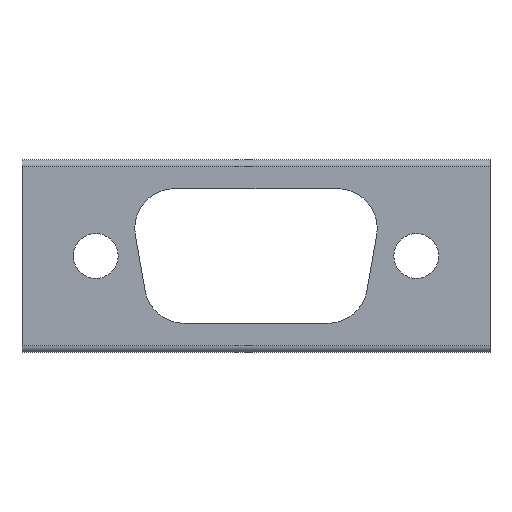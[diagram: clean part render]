
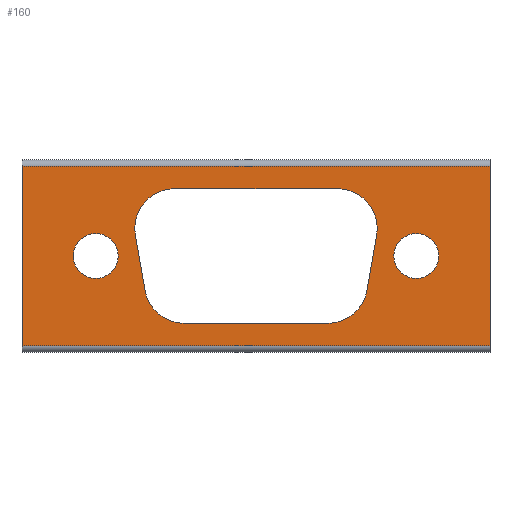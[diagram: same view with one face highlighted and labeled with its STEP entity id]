
A CAD part, front view. The second image highlights one B-rep face of the part: STEP entity #160.
In plain terms, the highlighted planar face has unit normal (0, -1, 0).
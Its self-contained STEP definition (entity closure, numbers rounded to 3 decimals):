
#160 = ADVANCED_FACE( '', ( #355, #356, #357, #358 ), #359, .T. );
#355 = FACE_BOUND( '', #592, .T. );
#356 = FACE_OUTER_BOUND( '', #593, .T. );
#357 = FACE_BOUND( '', #594, .T. );
#358 = FACE_BOUND( '', #595, .T. );
#359 = PLANE( '', #596 );
#592 = EDGE_LOOP( '', ( #1003 ) );
#593 = EDGE_LOOP( '', ( #1004, #1005, #1006, #1007 ) );
#594 = EDGE_LOOP( '', ( #1008 ) );
#595 = EDGE_LOOP( '', ( #1009, #1010, #1011, #1012, #1013, #1014, #1015, #1016 ) );
#596 = AXIS2_PLACEMENT_3D( '', #1017, #1018, #1019 );
#1003 = ORIENTED_EDGE( '', *, *, #1494, .T. );
#1004 = ORIENTED_EDGE( '', *, *, #1495, .T. );
#1005 = ORIENTED_EDGE( '', *, *, #1496, .T. );
#1006 = ORIENTED_EDGE( '', *, *, #1444, .T. );
#1007 = ORIENTED_EDGE( '', *, *, #1482, .T. );
#1008 = ORIENTED_EDGE( '', *, *, #1360, .F. );
#1009 = ORIENTED_EDGE( '', *, *, #1472, .T. );
#1010 = ORIENTED_EDGE( '', *, *, #1497, .T. );
#1011 = ORIENTED_EDGE( '', *, *, #1498, .T. );
#1012 = ORIENTED_EDGE( '', *, *, #1352, .T. );
#1013 = ORIENTED_EDGE( '', *, *, #1499, .T. );
#1014 = ORIENTED_EDGE( '', *, *, #1500, .T. );
#1015 = ORIENTED_EDGE( '', *, *, #1478, .T. );
#1016 = ORIENTED_EDGE( '', *, *, #1426, .T. );
#1017 = CARTESIAN_POINT( '', ( -18.25, -0.975, -7.5 ) );
#1018 = DIRECTION( '', ( 0., -1., 0. ) );
#1019 = DIRECTION( '', ( 0., 0., -1. ) );
#1352 = EDGE_CURVE( '', #1597, #1602, #1604, .F. );
#1360 = EDGE_CURVE( '', #1617, #1617, #1618, .T. );
#1426 = EDGE_CURVE( '', #1723, #1728, #1730, .F. );
#1444 = EDGE_CURVE( '', #1759, #1757, #1760, .T. );
#1472 = EDGE_CURVE( '', #1728, #1799, #1801, .T. );
#1478 = EDGE_CURVE( '', #1808, #1723, #1810, .T. );
#1482 = EDGE_CURVE( '', #1757, #1814, #1816, .T. );
#1494 = EDGE_CURVE( '', #1831, #1831, #1832, .F. );
#1495 = EDGE_CURVE( '', #1814, #1833, #1834, .T. );
#1496 = EDGE_CURVE( '', #1833, #1759, #1835, .T. );
#1497 = EDGE_CURVE( '', #1799, #1836, #1837, .F. );
#1498 = EDGE_CURVE( '', #1836, #1597, #1838, .T. );
#1499 = EDGE_CURVE( '', #1602, #1839, #1840, .T. );
#1500 = EDGE_CURVE( '', #1839, #1808, #1841, .F. );
#1597 = VERTEX_POINT( '', #1961 );
#1602 = VERTEX_POINT( '', #1967 );
#1604 = CIRCLE( '', #1970, 3.1 );
#1617 = VERTEX_POINT( '', #1987 );
#1618 = CIRCLE( '', #1988, 1.75 );
#1723 = VERTEX_POINT( '', #2123 );
#1728 = VERTEX_POINT( '', #2129 );
#1730 = CIRCLE( '', #2132, 3.1 );
#1757 = VERTEX_POINT( '', #2165 );
#1759 = VERTEX_POINT( '', #2167 );
#1760 = LINE( '', #2168, #2169 );
#1799 = VERTEX_POINT( '', #2223 );
#1801 = LINE( '', #2226, #2227 );
#1808 = VERTEX_POINT( '', #2234 );
#1810 = LINE( '', #2237, #2238 );
#1814 = VERTEX_POINT( '', #2243 );
#1816 = LINE( '', #2245, #2246 );
#1831 = VERTEX_POINT( '', #2268 );
#1832 = CIRCLE( '', #2269, 1.75 );
#1833 = VERTEX_POINT( '', #2270 );
#1834 = LINE( '', #2271, #2272 );
#1835 = LINE( '', #2273, #2274 );
#1836 = VERTEX_POINT( '', #2275 );
#1837 = CIRCLE( '', #2276, 3.1 );
#1838 = LINE( '', #2277, #2278 );
#1839 = VERTEX_POINT( '', #2279 );
#1840 = LINE( '', #2280, #2281 );
#1841 = CIRCLE( '', #2282, 3.1 );
#1961 = CARTESIAN_POINT( '', ( 6.355, -0.975, 5.25 ) );
#1967 = CARTESIAN_POINT( '', ( 9.408, -0.975, 1.612 ) );
#1970 = AXIS2_PLACEMENT_3D( '', #2413, #2414, #2415 );
#1987 = CARTESIAN_POINT( '', ( -12.5, -0.975, -1.75 ) );
#1988 = AXIS2_PLACEMENT_3D( '', #2423, #2424, #2425 );
#2123 = CARTESIAN_POINT( '', ( -5.597, -0.975, -5.25 ) );
#2129 = CARTESIAN_POINT( '', ( -8.65, -0.975, -2.688 ) );
#2132 = AXIS2_PLACEMENT_3D( '', #2515, #2516, #2517 );
#2165 = CARTESIAN_POINT( '', ( 18.25, -0.975, 7. ) );
#2167 = CARTESIAN_POINT( '', ( 18.25, -0.975, -7. ) );
#2168 = CARTESIAN_POINT( '', ( 18.25, -0.975, -7.5 ) );
#2169 = VECTOR( '', #2548, 1000. );
#2223 = CARTESIAN_POINT( '', ( -9.408, -0.975, 1.612 ) );
#2226 = CARTESIAN_POINT( '', ( -8.116, -0.975, -5.713 ) );
#2227 = VECTOR( '', #2583, 1000. );
#2234 = CARTESIAN_POINT( '', ( 5.597, -0.975, -5.25 ) );
#2237 = CARTESIAN_POINT( '', ( -18.25, -0.975, -5.25 ) );
#2238 = VECTOR( '', #2591, 1000. );
#2243 = CARTESIAN_POINT( '', ( -18.25, -0.975, 7. ) );
#2245 = CARTESIAN_POINT( '', ( -18.25, -0.975, 7. ) );
#2246 = VECTOR( '', #2596, 1000. );
#2268 = CARTESIAN_POINT( '', ( 12.5, -0.975, -1.75 ) );
#2269 = AXIS2_PLACEMENT_3D( '', #2604, #2605, #2606 );
#2270 = CARTESIAN_POINT( '', ( -18.25, -0.975, -7. ) );
#2271 = CARTESIAN_POINT( '', ( -18.25, -0.975, 7.5 ) );
#2272 = VECTOR( '', #2607, 1000. );
#2273 = CARTESIAN_POINT( '', ( 18.25, -0.975, -7. ) );
#2274 = VECTOR( '', #2608, 1000. );
#2275 = CARTESIAN_POINT( '', ( -6.355, -0.975, 5.25 ) );
#2276 = AXIS2_PLACEMENT_3D( '', #2609, #2610, #2611 );
#2277 = CARTESIAN_POINT( '', ( -18.25, -0.975, 5.25 ) );
#2278 = VECTOR( '', #2612, 1000. );
#2279 = CARTESIAN_POINT( '', ( 8.65, -0.975, -2.688 ) );
#2280 = CARTESIAN_POINT( '', ( 7.016, -0.975, -11.955 ) );
#2281 = VECTOR( '', #2613, 1000. );
#2282 = AXIS2_PLACEMENT_3D( '', #2614, #2615, #2616 );
#2413 = CARTESIAN_POINT( '', ( 6.355, -0.975, 2.15 ) );
#2414 = DIRECTION( '', ( 0., -1., 0. ) );
#2415 = DIRECTION( '', ( 0., 0., -1. ) );
#2423 = CARTESIAN_POINT( '', ( -12.5, -0.975, 0. ) );
#2424 = DIRECTION( '', ( 0., -1., 0. ) );
#2425 = DIRECTION( '', ( 0., 0., -1. ) );
#2515 = CARTESIAN_POINT( '', ( -5.597, -0.975, -2.15 ) );
#2516 = DIRECTION( '', ( 0., -1., 0. ) );
#2517 = DIRECTION( '', ( 0., 0., -1. ) );
#2548 = DIRECTION( '', ( 0., 0., 1. ) );
#2583 = DIRECTION( '', ( -0.174, 0., 0.985 ) );
#2591 = DIRECTION( '', ( -1., 0., 0. ) );
#2596 = DIRECTION( '', ( -1., 0., 0. ) );
#2604 = CARTESIAN_POINT( '', ( 12.5, -0.975, 0. ) );
#2605 = DIRECTION( '', ( 0., -1., 0. ) );
#2606 = DIRECTION( '', ( 0., 0., -1. ) );
#2607 = DIRECTION( '', ( 0., 0., -1. ) );
#2608 = DIRECTION( '', ( 1., 0., 0. ) );
#2609 = CARTESIAN_POINT( '', ( -6.355, -0.975, 2.15 ) );
#2610 = DIRECTION( '', ( 0., -1., 0. ) );
#2611 = DIRECTION( '', ( 0., 0., -1. ) );
#2612 = DIRECTION( '', ( 1., 0., 0. ) );
#2613 = DIRECTION( '', ( -0.174, 0., -0.985 ) );
#2614 = CARTESIAN_POINT( '', ( 5.597, -0.975, -2.15 ) );
#2615 = DIRECTION( '', ( 0., -1., 0. ) );
#2616 = DIRECTION( '', ( 0., 0., -1. ) );
